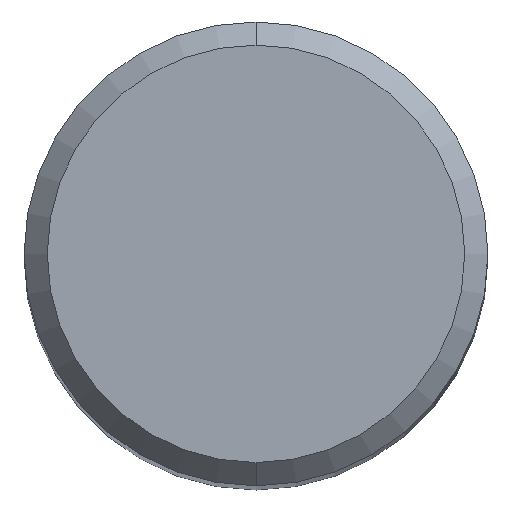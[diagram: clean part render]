
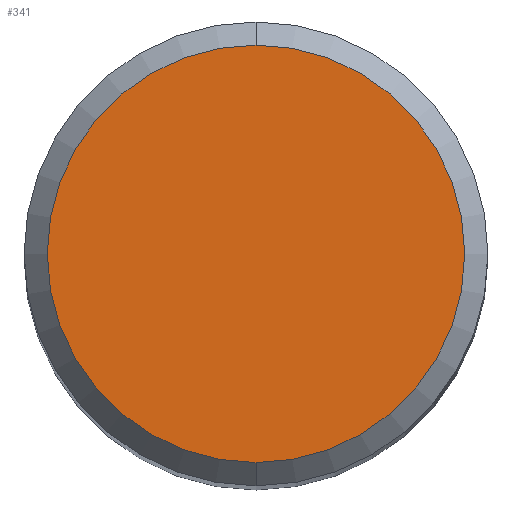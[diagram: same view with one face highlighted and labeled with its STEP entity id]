
A CAD part, top view. The second image highlights one B-rep face of the part: STEP entity #341.
In plain terms, the highlighted planar face has unit normal (0, 0, 1).
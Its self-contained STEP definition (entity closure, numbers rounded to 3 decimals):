
#273=VERTEX_POINT('',#592);
#341=ADVANCED_FACE('',(#666),#667,.T.);
#351=EDGE_CURVE('',#413,#273,#678,.T.);
#391=EDGE_CURVE('',#273,#413,#722,.T.);
#413=VERTEX_POINT('',#746);
#592=CARTESIAN_POINT('',(0.,-4.5,0.0));
#666=FACE_OUTER_BOUND('',#1152,.T.);
#667=PLANE('',#1153);
#678=CIRCLE('',#1219,4.5);
#722=CIRCLE('',#1299,4.5);
#746=CARTESIAN_POINT('',(0.0,4.5,0.0));
#1152=EDGE_LOOP('',(#1701,#1702));
#1153=AXIS2_PLACEMENT_3D('',#1703,#1704,#1705);
#1219=AXIS2_PLACEMENT_3D('',#1714,#1715,#1716);
#1299=AXIS2_PLACEMENT_3D('',#1768,#1769,#1770);
#1701=ORIENTED_EDGE('',*,*,#351,.F.);
#1702=ORIENTED_EDGE('',*,*,#391,.F.);
#1703=CARTESIAN_POINT('',(0.0,2.25,0.0));
#1704=DIRECTION('',(-0.0,0.0,1.0));
#1705=DIRECTION('',(0.0,-1.0,0.0));
#1714=CARTESIAN_POINT('',(0.0,0.0,0.0));
#1715=DIRECTION('',(0.0,0.0,-1.0));
#1716=DIRECTION('',(0.0,1.0,0.0));
#1768=CARTESIAN_POINT('',(0.0,0.0,0.0));
#1769=DIRECTION('',(0.0,0.0,-1.0));
#1770=DIRECTION('',(0.0,1.0,0.0));
